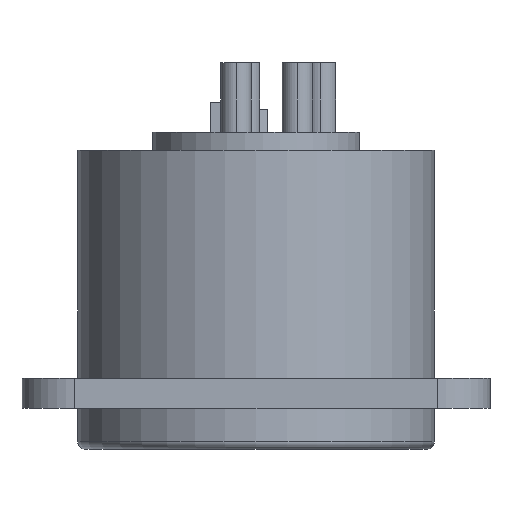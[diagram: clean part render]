
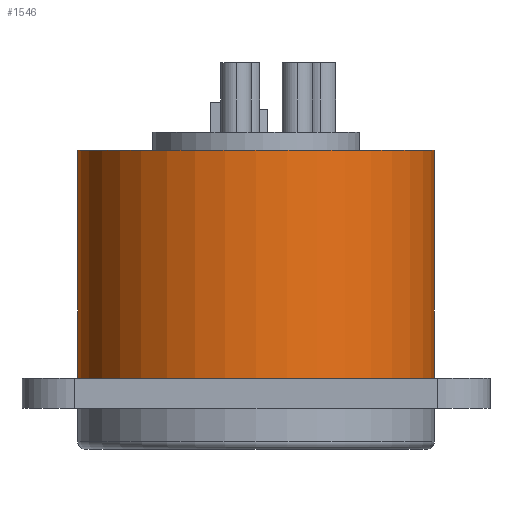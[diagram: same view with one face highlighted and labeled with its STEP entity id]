
A CAD part, left-side view. The second image highlights one B-rep face of the part: STEP entity #1546.
In plain terms, the highlighted cylindrical face has radius 11.8 mm (diameter 23.6 mm), a partial arc.
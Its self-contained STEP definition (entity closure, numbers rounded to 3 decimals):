
#137=CARTESIAN_POINT('',(0.,0.,2.));
#138=DIRECTION('',(0.,0.,1.));
#139=DIRECTION('',(0.,1.,0.));
#140=AXIS2_PLACEMENT_3D('',#137,#138,#139);
#195=DIRECTION('',(0.,0.,-1.));
#196=VECTOR('',#195,15.1);
#197=CARTESIAN_POINT('',(0.,11.8,17.1));
#198=LINE('',#197,#196);
#199=CARTESIAN_POINT('',(0.,0.,17.1));
#200=DIRECTION('',(0.,0.,-1.));
#201=DIRECTION('',(0.,-1.,0.));
#202=AXIS2_PLACEMENT_3D('',#199,#200,#201);
#204=DIRECTION('',(0.,0.,-1.));
#205=VECTOR('',#204,15.1);
#206=CARTESIAN_POINT('',(0.,-11.8,17.1));
#207=LINE('',#206,#205);
#1181=CARTESIAN_POINT('',(0.,-11.8,17.1));
#1182=CARTESIAN_POINT('',(0.,11.8,17.1));
#1183=VERTEX_POINT('',#1181);
#1184=VERTEX_POINT('',#1182);
#1189=CARTESIAN_POINT('',(0.,-11.8,2.));
#1190=CARTESIAN_POINT('',(0.,11.8,2.));
#1191=VERTEX_POINT('',#1189);
#1192=VERTEX_POINT('',#1190);
#1534=CARTESIAN_POINT('',(0.,0.,-3.69));
#1535=DIRECTION('',(0.,0.,1.));
#1536=DIRECTION('',(0.,1.,0.));
#1537=AXIS2_PLACEMENT_3D('',#1534,#1535,#1536);
#1538=CYLINDRICAL_SURFACE('',#1537,11.8);
#1539=ORIENTED_EDGE('',*,*,#1356,.F.);
#1540=ORIENTED_EDGE('',*,*,#1516,.F.);
#1542=ORIENTED_EDGE('',*,*,#1541,.F.);
#1543=ORIENTED_EDGE('',*,*,#1512,.T.);
#1544=EDGE_LOOP('',(#1539,#1540,#1542,#1543));
#1545=FACE_OUTER_BOUND('',#1544,.F.);
#1546=ADVANCED_FACE('',(#1545),#1538,.T.);
#141=CIRCLE('',#140,11.8);
#203=CIRCLE('',#202,11.8);
#1356=EDGE_CURVE('',#1192,#1191,#141,.T.);
#1512=EDGE_CURVE('',#1183,#1191,#207,.T.);
#1516=EDGE_CURVE('',#1184,#1192,#198,.T.);
#1541=EDGE_CURVE('',#1183,#1184,#203,.T.);
